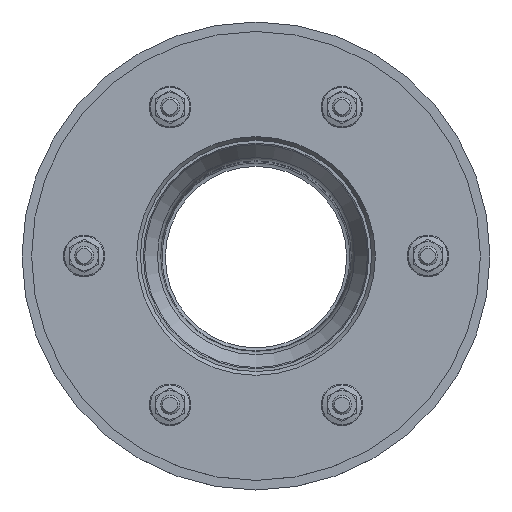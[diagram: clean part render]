
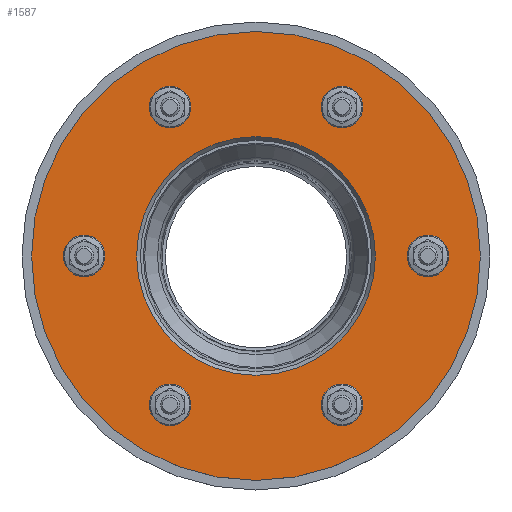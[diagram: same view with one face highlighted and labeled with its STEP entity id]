
A CAD part, top view. The second image highlights one B-rep face of the part: STEP entity #1587.
In plain terms, the highlighted planar face has unit normal (0, 0, 1).
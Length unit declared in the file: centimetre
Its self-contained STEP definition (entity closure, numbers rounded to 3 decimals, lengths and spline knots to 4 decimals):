
#138=FACE_BOUND('',#423,.T.);
#139=FACE_BOUND('',#424,.T.);
#140=FACE_BOUND('',#425,.T.);
#141=FACE_BOUND('',#426,.T.);
#142=FACE_BOUND('',#427,.T.);
#143=FACE_BOUND('',#428,.T.);
#144=FACE_BOUND('',#429,.T.);
#158=PLANE('',#1938);
#285=FACE_OUTER_BOUND('',#422,.T.);
#422=EDGE_LOOP('',(#1217));
#423=EDGE_LOOP('',(#1218));
#424=EDGE_LOOP('',(#1219));
#425=EDGE_LOOP('',(#1220));
#426=EDGE_LOOP('',(#1221));
#427=EDGE_LOOP('',(#1222));
#428=EDGE_LOOP('',(#1223));
#429=EDGE_LOOP('',(#1224));
#556=CIRCLE('',#1917,117.5);
#558=CIRCLE('',#1920,6.5);
#560=CIRCLE('',#1923,6.5);
#562=CIRCLE('',#1926,6.5);
#564=CIRCLE('',#1929,6.5);
#566=CIRCLE('',#1932,6.5);
#568=CIRCLE('',#1935,6.5);
#570=CIRCLE('',#1939,62.5);
#700=VERTEX_POINT('',#2908);
#702=VERTEX_POINT('',#2914);
#704=VERTEX_POINT('',#2920);
#706=VERTEX_POINT('',#2926);
#708=VERTEX_POINT('',#2932);
#710=VERTEX_POINT('',#2938);
#712=VERTEX_POINT('',#2944);
#714=VERTEX_POINT('',#2951);
#873=EDGE_CURVE('',#700,#700,#556,.T.);
#876=EDGE_CURVE('',#702,#702,#558,.T.);
#879=EDGE_CURVE('',#704,#704,#560,.T.);
#882=EDGE_CURVE('',#706,#706,#562,.T.);
#885=EDGE_CURVE('',#708,#708,#564,.T.);
#888=EDGE_CURVE('',#710,#710,#566,.T.);
#891=EDGE_CURVE('',#712,#712,#568,.T.);
#893=EDGE_CURVE('',#714,#714,#570,.T.);
#1217=ORIENTED_EDGE('',*,*,#873,.T.);
#1218=ORIENTED_EDGE('',*,*,#876,.T.);
#1219=ORIENTED_EDGE('',*,*,#879,.T.);
#1220=ORIENTED_EDGE('',*,*,#882,.T.);
#1221=ORIENTED_EDGE('',*,*,#885,.T.);
#1222=ORIENTED_EDGE('',*,*,#888,.T.);
#1223=ORIENTED_EDGE('',*,*,#891,.T.);
#1224=ORIENTED_EDGE('',*,*,#893,.F.);
#1587=ADVANCED_FACE('',(#285,#138,#139,#140,#141,#142,#143,#144),#158,.T.);
#1917=AXIS2_PLACEMENT_3D('',#2910,#2304,#2305);
#1920=AXIS2_PLACEMENT_3D('',#2916,#2311,#2312);
#1923=AXIS2_PLACEMENT_3D('',#2922,#2318,#2319);
#1926=AXIS2_PLACEMENT_3D('',#2928,#2325,#2326);
#1929=AXIS2_PLACEMENT_3D('',#2934,#2332,#2333);
#1932=AXIS2_PLACEMENT_3D('',#2940,#2339,#2340);
#1935=AXIS2_PLACEMENT_3D('',#2946,#2346,#2347);
#1938=AXIS2_PLACEMENT_3D('',#2950,#2352,#2353);
#1939=AXIS2_PLACEMENT_3D('',#2952,#2354,#2355);
#2304=DIRECTION('center_axis',(0.,0.,1.));
#2305=DIRECTION('ref_axis',(-1.,0.,0.));
#2311=DIRECTION('center_axis',(0.,0.,-1.));
#2312=DIRECTION('ref_axis',(0.5,0.866,0.));
#2318=DIRECTION('center_axis',(0.,0.,-1.));
#2319=DIRECTION('ref_axis',(-1.,0.,0.));
#2325=DIRECTION('center_axis',(0.,0.,-1.));
#2326=DIRECTION('ref_axis',(0.5,-0.866,0.));
#2332=DIRECTION('center_axis',(0.,0.,-1.));
#2333=DIRECTION('ref_axis',(-0.5,-0.866,0.));
#2339=DIRECTION('center_axis',(0.,0.,-1.));
#2340=DIRECTION('ref_axis',(-0.5,0.866,0.));
#2346=DIRECTION('center_axis',(0.,0.,-1.));
#2347=DIRECTION('ref_axis',(1.,0.,0.));
#2352=DIRECTION('center_axis',(0.,0.,1.));
#2353=DIRECTION('ref_axis',(1.,0.,0.));
#2354=DIRECTION('center_axis',(0.,0.,1.));
#2355=DIRECTION('ref_axis',(1.,0.,0.));
#2908=CARTESIAN_POINT('',(117.5,0.,276.));
#2910=CARTESIAN_POINT('Origin',(0.,0.,
276.));
#2914=CARTESIAN_POINT('',(-93.25,-5.6292,276.));
#2916=CARTESIAN_POINT('Origin',(-90.,0.,
276.));
#2920=CARTESIAN_POINT('',(51.5,-77.9423,276.));
#2922=CARTESIAN_POINT('Origin',(45.,-77.9423,276.));
#2926=CARTESIAN_POINT('',(41.75,83.5715,276.));
#2928=CARTESIAN_POINT('Origin',(45.,77.9423,276.));
#2932=CARTESIAN_POINT('',(93.25,5.6292,276.));
#2934=CARTESIAN_POINT('Origin',(90.,0.,276.));
#2938=CARTESIAN_POINT('',(-41.75,-83.5715,276.));
#2940=CARTESIAN_POINT('Origin',(-45.,-77.9423,276.));
#2944=CARTESIAN_POINT('',(-51.5,77.9423,276.));
#2946=CARTESIAN_POINT('Origin',(-45.,77.9423,276.));
#2950=CARTESIAN_POINT('Origin',(0.,62.5,
276.));
#2951=CARTESIAN_POINT('',(0.,-62.5,276.));
#2952=CARTESIAN_POINT('Origin',(0.,0.,
276.));
